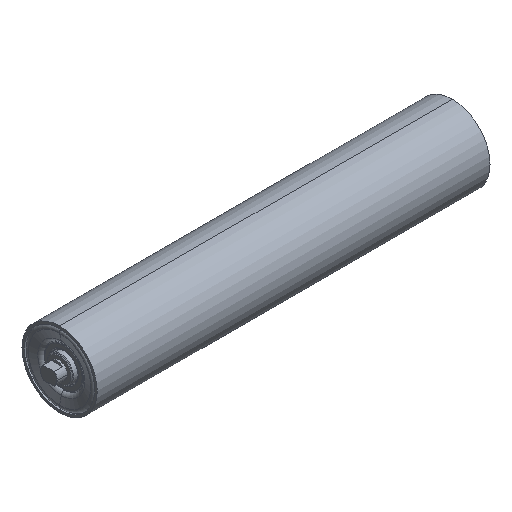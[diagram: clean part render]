
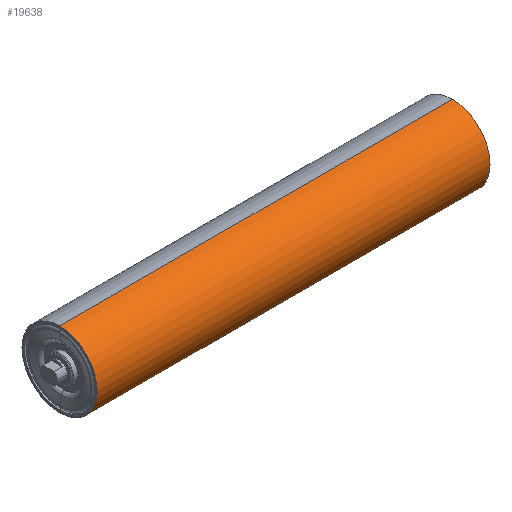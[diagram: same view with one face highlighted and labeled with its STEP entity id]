
A CAD part, isometric view. The second image highlights one B-rep face of the part: STEP entity #19638.
In plain terms, the highlighted cylindrical face has radius 44.5 mm (diameter 89 mm), a partial arc.
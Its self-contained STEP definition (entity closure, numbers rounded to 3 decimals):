
#94 = CYLINDRICAL_SURFACE ( 'NONE', #4121, 44.5 ) ;
#1014 = CARTESIAN_POINT ( 'NONE',  ( 465., 0., 0. ) ) ;
#1155 = DIRECTION ( 'NONE',  ( 1., 0., 0. ) ) ;
#1398 = VERTEX_POINT ( 'NONE', #2945 ) ;
#1400 = LINE ( 'NONE', #16249, #6211 ) ;
#1622 = EDGE_CURVE ( 'NONE', #13787, #1398, #1400, .T. ) ;
#2945 = CARTESIAN_POINT ( 'NONE',  ( 0., 0., -44.5 ) ) ;
#3911 = CARTESIAN_POINT ( 'NONE',  ( 465., 0., 0. ) ) ;
#4121 = AXIS2_PLACEMENT_3D ( 'NONE', #3911, #16599, #18917 ) ;
#5193 = ORIENTED_EDGE ( 'NONE', *, *, #25888, .T. ) ;
#6115 = EDGE_CURVE ( 'NONE', #15690, #1398, #11527, .T. ) ;
#6211 = VECTOR ( 'NONE', #24518, 1000. ) ;
#6214 = FACE_OUTER_BOUND ( 'NONE', #13302, .T. ) ;
#8174 = AXIS2_PLACEMENT_3D ( 'NONE', #1014, #13576, #9321 ) ;
#8299 = ORIENTED_EDGE ( 'NONE', *, *, #1622, .F. ) ;
#9321 = DIRECTION ( 'NONE',  ( 0., 0., -1. ) ) ;
#11527 = CIRCLE ( 'NONE', #15006, 44.5 ) ;
#11661 = CARTESIAN_POINT ( 'NONE',  ( 0., 0., 0. ) ) ;
#13302 = EDGE_LOOP ( 'NONE', ( #8299, #13849, #5193, #24360 ) ) ;
#13576 = DIRECTION ( 'NONE',  ( 1., 0., 0. ) ) ;
#13787 = VERTEX_POINT ( 'NONE', #25182 ) ;
#13849 = ORIENTED_EDGE ( 'NONE', *, *, #25128, .F. ) ;
#14835 = VECTOR ( 'NONE', #22048, 1000. ) ;
#15006 = AXIS2_PLACEMENT_3D ( 'NONE', #11661, #1155, #22246 ) ;
#15690 = VERTEX_POINT ( 'NONE', #23687 ) ;
#16249 = CARTESIAN_POINT ( 'NONE',  ( 465., 0., -44.5 ) ) ;
#16599 = DIRECTION ( 'NONE',  ( -1., 0., 0. ) ) ;
#18246 = CARTESIAN_POINT ( 'NONE',  ( 465., 0., 44.5 ) ) ;
#18917 = DIRECTION ( 'NONE',  ( 0., 0., 1. ) ) ;
#19638 = ADVANCED_FACE ( 'NONE', ( #6214 ), #94, .T. ) ;
#22048 = DIRECTION ( 'NONE',  ( -1., 0., 0. ) ) ;
#22246 = DIRECTION ( 'NONE',  ( 0., 0., -1. ) ) ;
#22311 = LINE ( 'NONE', #24466, #14835 ) ;
#22520 = CIRCLE ( 'NONE', #8174, 44.5 ) ;
#22891 = VERTEX_POINT ( 'NONE', #18246 ) ;
#23687 = CARTESIAN_POINT ( 'NONE',  ( 0., 0., 44.5 ) ) ;
#24360 = ORIENTED_EDGE ( 'NONE', *, *, #6115, .T. ) ;
#24466 = CARTESIAN_POINT ( 'NONE',  ( 465., 0., 44.5 ) ) ;
#24518 = DIRECTION ( 'NONE',  ( -1., 0., 0. ) ) ;
#25128 = EDGE_CURVE ( 'NONE', #22891, #13787, #22520, .T. ) ;
#25182 = CARTESIAN_POINT ( 'NONE',  ( 465., 0., -44.5 ) ) ;
#25888 = EDGE_CURVE ( 'NONE', #22891, #15690, #22311, .T. ) ;
